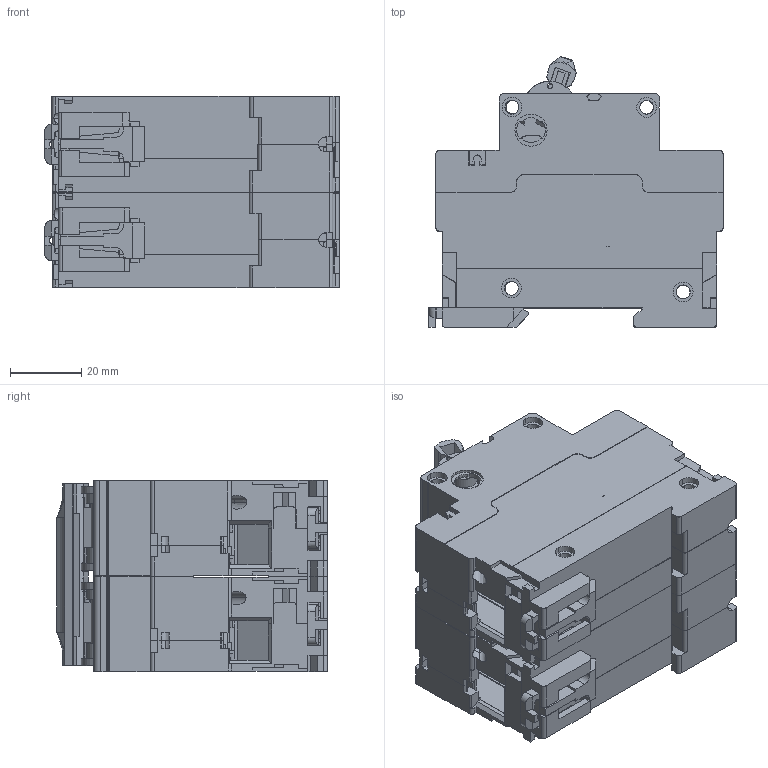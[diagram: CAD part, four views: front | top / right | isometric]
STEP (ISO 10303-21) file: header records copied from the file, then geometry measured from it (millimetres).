
FILE_DESCRIPTION (( 'STEP AP203' ), '1' );
FILE_NAME ('P2MB 2P.STEP', '2018-04-27T07:53:13', ( '' ), ( '' ), 'SwSTEP 2.0', 'SolidWorks 2011', '' );
FILE_SCHEMA (( 'CONFIG_CONTROL_DESIGN' ));
Products named in the file (8): P2MB 2P; 8LD.143.115; 8LD.253.109; 8LD.253.108; 8LD.315.173; 8LD.024.222; 8LD.024.221; 8LD.315.174
Assembly tree (9 placements, depth 2):
  P2MB 2P
    8LD.143.115  x2
    8LD.315.174
    8LD.024.222
    8LD.253.109
    8LD.253.108  x2
    8LD.315.173
    8LD.024.221
Bounding box: 82.42 x 75.86 x 53.61 mm (x, y, z)
Volume: 79165.8 mm3; surface area: 101616.7 mm2
Topology: 9 solids, 9 shells, 3002 faces, 8460 edges, 5538 vertices
Faces by surface type: plane 2157, cylinder 643, cone 104, bspline 88, torus 10
Entity records: 94347 total; most frequent: CARTESIAN_POINT 18718, ORIENTED_EDGE 16184, DIRECTION 14842, EDGE_CURVE 8092, LINE 6258, VECTOR 6258, VERTEX_POINT 5300, AXIS2_PLACEMENT_3D 4292
